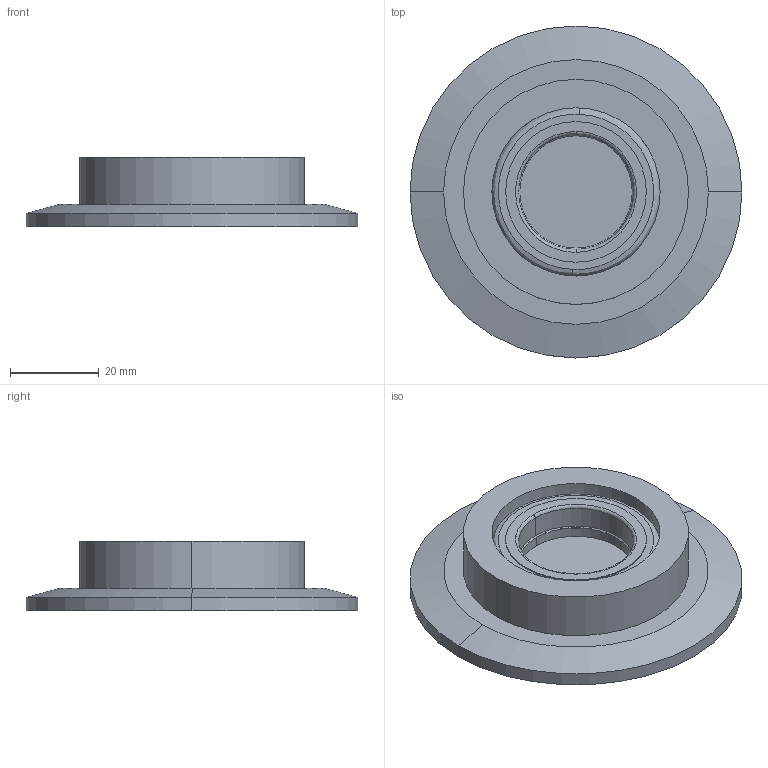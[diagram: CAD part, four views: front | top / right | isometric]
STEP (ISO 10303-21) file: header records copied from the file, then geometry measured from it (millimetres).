
FILE_DESCRIPTION (( 'STEP AP203' ), '1' );
FILE_NAME ('A1641-1-QF.STEP', '2011-10-03T16:54:44', ( '' ), ( '' ), 'SwSTEP 2.0', 'SolidWorks 2011', '' );
FILE_SCHEMA (( 'CONFIG_CONTROL_DESIGN' ));
Length unit declared in the file: inch
Products named in the file (1): A1641-1-QF
Bounding box: 74.93 x 74.93 x 15.75 mm (x, y, z)
Volume: 24347.1 mm3; surface area: 14970.2 mm2
Topology: 1 solids, 1 shells, 54 faces, 112 edges, 68 vertices
Faces by surface type: cylinder 22, cone 14, plane 10, bspline 8
Entity records: 2007 total; most frequent: CARTESIAN_POINT 771, DIRECTION 266, ORIENTED_EDGE 224, AXIS2_PLACEMENT_3D 115, EDGE_CURVE 112, CIRCLE 68, VERTEX_POINT 68, EDGE_LOOP 62
